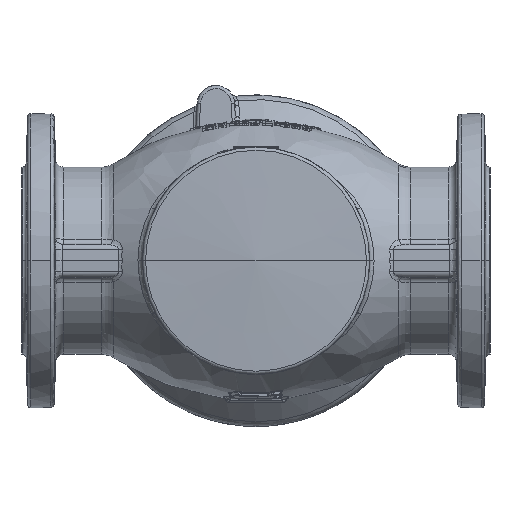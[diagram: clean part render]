
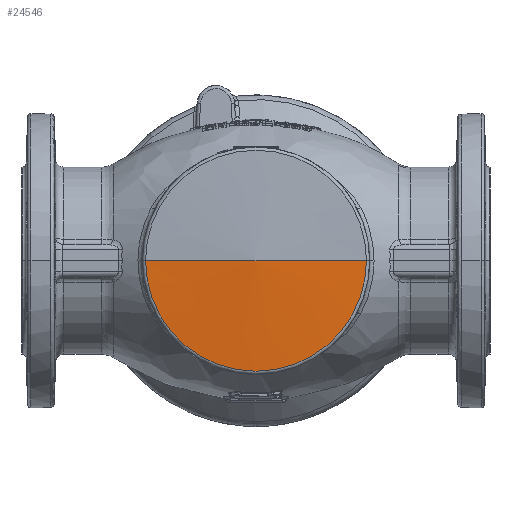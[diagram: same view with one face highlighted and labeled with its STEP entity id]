
A CAD part, front view. The second image highlights one B-rep face of the part: STEP entity #24546.
In plain terms, the highlighted conical face has half-angle 87 degrees and reference radius 42.142 mm.
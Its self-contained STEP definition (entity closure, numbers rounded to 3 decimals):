
#6143=CARTESIAN_POINT('',(0.,-108.9,0.));
#6144=DIRECTION('',(0.,1.,0.));
#6145=DIRECTION('',(1.,0.,0.));
#6146=AXIS2_PLACEMENT_3D('',#6143,#6144,#6145);
#6148=DIRECTION('',(-0.999,-0.052,0.));
#6149=VECTOR('',#6148,82.744);
#6150=CARTESIAN_POINT('',(82.631,-108.9,0.));
#6151=LINE('',#6150,#6149);
#6152=DIRECTION('',(0.999,-0.052,0.));
#6153=VECTOR('',#6152,82.744);
#6154=CARTESIAN_POINT('',(-82.631,-108.9,0.));
#6155=LINE('',#6154,#6153);
#17036=CARTESIAN_POINT('',(82.631,-108.9,0.));
#17038=VERTEX_POINT('',#17036);
#17040=CARTESIAN_POINT('',(-82.631,-108.9,0.));
#17042=VERTEX_POINT('',#17040);
#17051=CARTESIAN_POINT('',(0.,-113.23,0.));
#17052=VERTEX_POINT('',#17051);
#24534=CARTESIAN_POINT('',(0.,-111.022,0.));
#24535=DIRECTION('',(0.,1.,0.));
#24536=DIRECTION('',(-1.,0.,0.));
#24537=AXIS2_PLACEMENT_3D('',#24534,#24535,#24536);
#24538=CONICAL_SURFACE('',#24537,42.142,87.);
#24540=ORIENTED_EDGE('',*,*,#24539,.F.);
#24541=ORIENTED_EDGE('',*,*,#24529,.T.);
#24543=ORIENTED_EDGE('',*,*,#24542,.T.);
#24544=EDGE_LOOP('',(#24540,#24541,#24543));
#24545=FACE_OUTER_BOUND('',#24544,.F.);
#24546=ADVANCED_FACE('',(#24545),#24538,.T.);
#6147=CIRCLE('',#6146,82.631);
#24529=EDGE_CURVE('',#17038,#17042,#6147,.T.);
#24539=EDGE_CURVE('',#17038,#17052,#6151,.T.);
#24542=EDGE_CURVE('',#17042,#17052,#6155,.T.);
